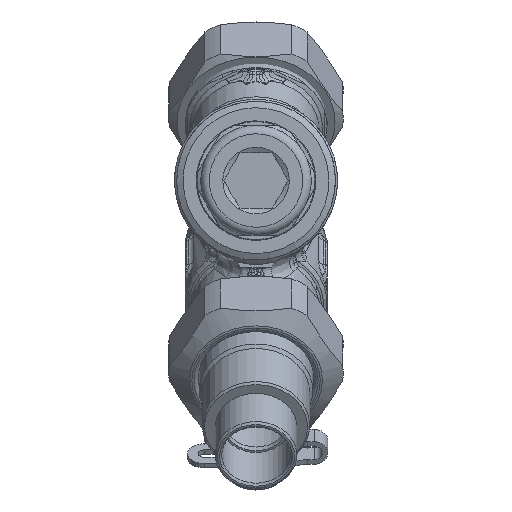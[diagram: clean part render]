
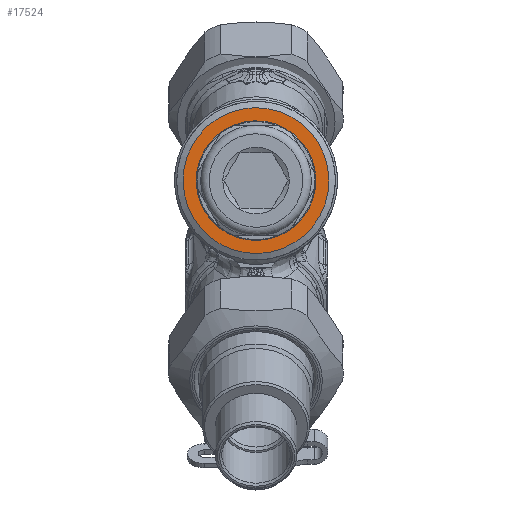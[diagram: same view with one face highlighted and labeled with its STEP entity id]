
A CAD part, top view. The second image highlights one B-rep face of the part: STEP entity #17524.
In plain terms, the highlighted planar face has unit normal (0, 0, 1).
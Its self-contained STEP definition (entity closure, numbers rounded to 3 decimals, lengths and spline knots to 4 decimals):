
#2335=FACE_BOUND('',#3677,.T.);
#2391=PLANE('',#18727);
#2539=FACE_OUTER_BOUND('',#3676,.T.);
#3676=EDGE_LOOP('',(#10945));
#3677=EDGE_LOOP('',(#10946));
#4864=CIRCLE('',#18726,0.6693);
#4865=CIRCLE('',#18728,0.5492);
#6502=VERTEX_POINT('',#23355);
#6503=VERTEX_POINT('',#23359);
#8151=EDGE_CURVE('',#6502,#6502,#4864,.T.);
#8152=EDGE_CURVE('',#6503,#6503,#4865,.T.);
#10945=ORIENTED_EDGE('',*,*,#8151,.F.);
#10946=ORIENTED_EDGE('',*,*,#8152,.T.);
#17524=ADVANCED_FACE('',(#2539,#2335),#2391,.F.);
#18726=AXIS2_PLACEMENT_3D('',#23357,#20225,#20226);
#18727=AXIS2_PLACEMENT_3D('',#23358,#20227,#20228);
#18728=AXIS2_PLACEMENT_3D('',#23360,#20229,#20230);
#20225=DIRECTION('center_axis',(0.,0.,-1.));
#20226=DIRECTION('ref_axis',(1.,0.,0.));
#20227=DIRECTION('center_axis',(0.,0.,-1.));
#20228=DIRECTION('ref_axis',(1.,0.,0.));
#20229=DIRECTION('center_axis',(0.,0.,-1.));
#20230=DIRECTION('ref_axis',(1.,0.,0.));
#23355=CARTESIAN_POINT('',(-0.3209,-0.5874,0.0118));
#23357=CARTESIAN_POINT('Origin',(0.,0.,0.0118));
#23358=CARTESIAN_POINT('Origin',(0.,0.5492,0.0118));
#23359=CARTESIAN_POINT('',(-0.2633,-0.482,0.0118));
#23360=CARTESIAN_POINT('Origin',(0.,0.,0.0118));
